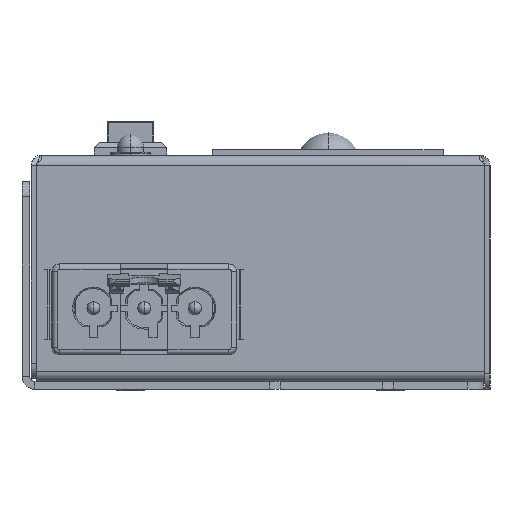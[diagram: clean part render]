
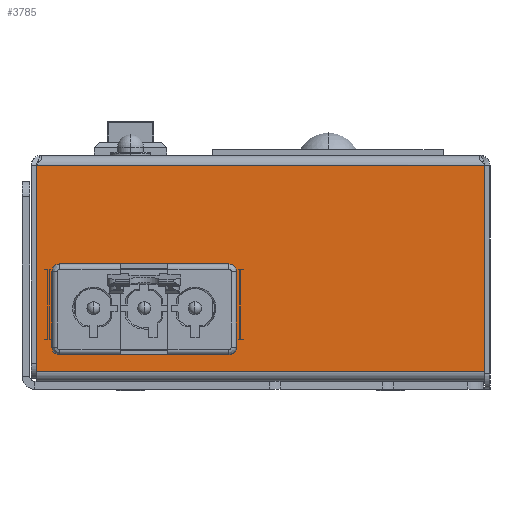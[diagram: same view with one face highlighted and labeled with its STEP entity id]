
A CAD part, left-side view. The second image highlights one B-rep face of the part: STEP entity #3785.
In plain terms, the highlighted planar face has unit normal (-1, 0, 0).
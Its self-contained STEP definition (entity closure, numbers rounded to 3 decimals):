
#235=CARTESIAN_POINT('',(-190.,-43.125,20.5));
#237=DIRECTION('',(0.,1.,0.));
#238=VECTOR('',#237,86.25);
#239=CARTESIAN_POINT('',(-190.,-43.125,20.5));
#240=LINE('',#239,#238);
#241=CARTESIAN_POINT('',(-190.,43.125,20.5));
#1191=DIRECTION('',(0.,-1.,0.));
#1192=VECTOR('',#1191,86.25);
#1193=CARTESIAN_POINT('',(-190.,43.125,-19.));
#1194=LINE('',#1193,#1192);
#1195=DIRECTION('',(0.,0.,-1.));
#1196=VECTOR('',#1195,39.5);
#1197=CARTESIAN_POINT('',(-190.,-43.125,20.5));
#1198=LINE('',#1197,#1196);
#1199=DIRECTION('',(0.,-1.,0.));
#1200=VECTOR('',#1199,33.3);
#1201=CARTESIAN_POINT('',(-190.,39.025,-15.));
#1202=LINE('',#1201,#1200);
#1203=DIRECTION('',(0.,0.,-1.));
#1204=VECTOR('',#1203,39.5);
#1205=CARTESIAN_POINT('',(-190.,43.125,20.5));
#1206=LINE('',#1205,#1204);
#1245=DIRECTION('',(0.,0.,1.));
#1246=VECTOR('',#1245,15.7);
#1247=CARTESIAN_POINT('',(-190.,39.025,-15.));
#1248=LINE('',#1247,#1246);
#1253=DIRECTION('',(0.,-1.,0.));
#1254=VECTOR('',#1253,33.3);
#1255=CARTESIAN_POINT('',(-190.,39.025,0.7));
#1256=LINE('',#1255,#1254);
#1261=DIRECTION('',(0.,0.,-1.));
#1262=VECTOR('',#1261,15.7);
#1263=CARTESIAN_POINT('',(-190.,5.725,0.7));
#1264=LINE('',#1263,#1262);
#1719=VERTEX_POINT('',#241);
#1722=VERTEX_POINT('',#235);
#2004=CARTESIAN_POINT('',(-190.,43.125,-19.));
#2005=VERTEX_POINT('',#2004);
#2006=CARTESIAN_POINT('',(-190.,-43.125,-19.));
#2007=VERTEX_POINT('',#2006);
#2008=CARTESIAN_POINT('',(-190.,39.025,-15.));
#2009=CARTESIAN_POINT('',(-190.,5.725,-15.));
#2010=VERTEX_POINT('',#2008);
#2011=VERTEX_POINT('',#2009);
#2012=CARTESIAN_POINT('',(-190.,5.725,0.7));
#2013=VERTEX_POINT('',#2012);
#2014=CARTESIAN_POINT('',(-190.,39.025,0.7));
#2015=VERTEX_POINT('',#2014);
#3762=CARTESIAN_POINT('',(-190.,44.125,-22.5));
#3763=DIRECTION('',(-1.,0.,0.));
#3764=DIRECTION('',(0.,-1.,0.));
#3765=AXIS2_PLACEMENT_3D('',#3762,#3763,#3764);
#3766=PLANE('',#3765);
#3767=ORIENTED_EDGE('',*,*,#3755,.F.);
#3769=ORIENTED_EDGE('',*,*,#3768,.F.);
#3770=ORIENTED_EDGE('',*,*,#2541,.F.);
#3772=ORIENTED_EDGE('',*,*,#3771,.T.);
#3773=EDGE_LOOP('',(#3767,#3769,#3770,#3772));
#3774=FACE_OUTER_BOUND('',#3773,.F.);
#3776=ORIENTED_EDGE('',*,*,#3775,.T.);
#3778=ORIENTED_EDGE('',*,*,#3777,.F.);
#3780=ORIENTED_EDGE('',*,*,#3779,.F.);
#3782=ORIENTED_EDGE('',*,*,#3781,.F.);
#3783=EDGE_LOOP('',(#3776,#3778,#3780,#3782));
#3784=FACE_BOUND('',#3783,.F.);
#3785=ADVANCED_FACE('',(#3774,#3784),#3766,.T.);
#2541=EDGE_CURVE('',#1722,#1719,#240,.T.);
#3755=EDGE_CURVE('',#2005,#2007,#1194,.T.);
#3768=EDGE_CURVE('',#1719,#2005,#1206,.T.);
#3771=EDGE_CURVE('',#1722,#2007,#1198,.T.);
#3775=EDGE_CURVE('',#2010,#2011,#1202,.T.);
#3777=EDGE_CURVE('',#2013,#2011,#1264,.T.);
#3779=EDGE_CURVE('',#2015,#2013,#1256,.T.);
#3781=EDGE_CURVE('',#2010,#2015,#1248,.T.);
